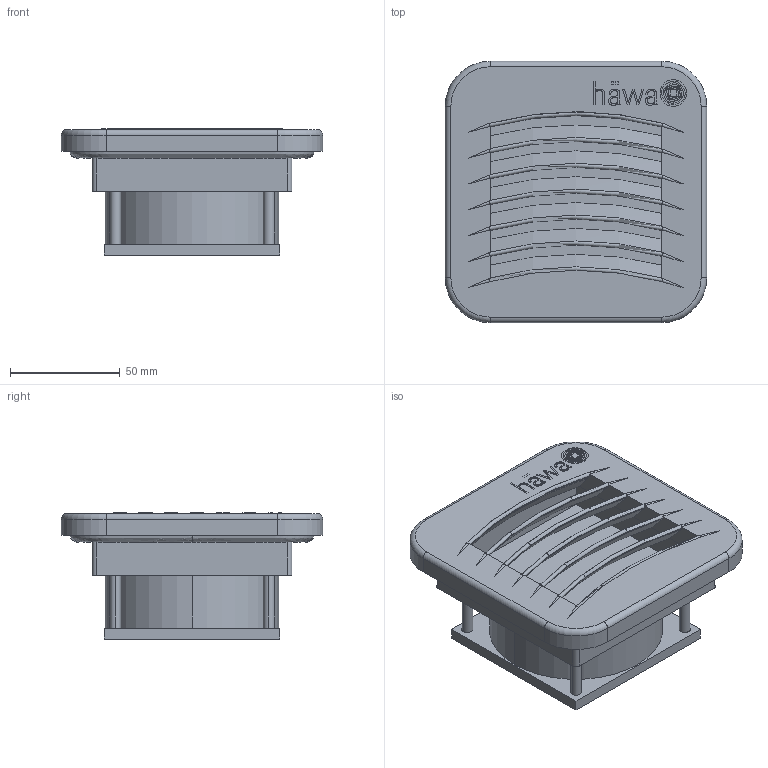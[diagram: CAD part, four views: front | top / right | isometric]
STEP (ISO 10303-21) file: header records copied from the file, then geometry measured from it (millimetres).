
FILE_DESCRIPTION (( 'STEP AP214' ), '1' );
FILE_NAME ('3156-0092-24-70-00.STEP', '2019-05-13T07:09:56', ( '' ), ( '' ), 'SwSTEP 2.0', 'SolidWorks 2017', '' );
FILE_SCHEMA (( 'AUTOMOTIVE_DESIGN' ));
Length unit declared in the file: millimetre
Products named in the file (7): 3156-0092-24-70-00; 3156-0092-00-70-00~0_detailliert<standard>; Filter^3156-0092-00-70-00~0_detailliert<standard>; Korpus^Korpus_3156-0092-00-70-00~0; Motor^3156-0092-24-70-00~0_Detailiert<standard>; Schaum^Korpus_3156-0092-00-70-00~0; Korpus^3156-0092-00-70-00~0
Assembly tree (6 placements, depth 4):
  3156-0092-24-70-00
    3156-0092-00-70-00~0_detailliert<standard>
      Filter^3156-0092-00-70-00~0_detailliert<standard>
      Korpus^3156-0092-00-70-00~0
        Korpus^Korpus_3156-0092-00-70-00~0
        Schaum^Korpus_3156-0092-00-70-00~0
    Motor^3156-0092-24-70-00~0_Detailiert<standard>
Bounding box: 119 x 119 x 57.5 mm (x, y, z)
Volume: 238923.6 mm3; surface area: 110976.9 mm2
Topology: 4 solids, 4 shells, 546 faces, 1552 edges, 1034 vertices
Faces by surface type: cylinder 364, plane 135, torus 17, bspline 16, cone 14
Entity records: 28974 total; most frequent: CARTESIAN_POINT 9775, DIRECTION 3311, ORIENTED_EDGE 3104, EDGE_CURVE 1552, AXIS2_PLACEMENT_3D 1330, VERTEX_POINT 1034, CIRCLE 789, VECTOR 651
